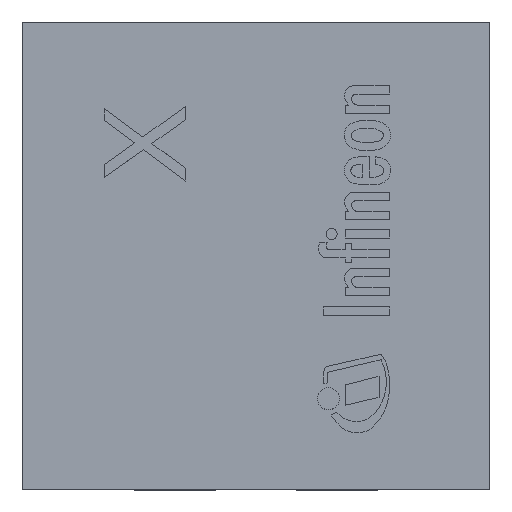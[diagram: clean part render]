
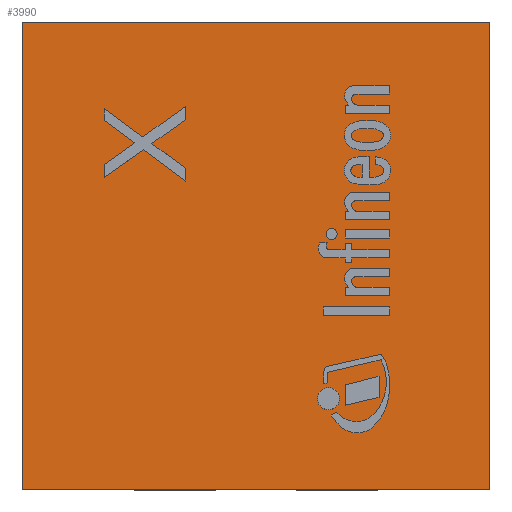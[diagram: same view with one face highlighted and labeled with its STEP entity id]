
A CAD part, top view. The second image highlights one B-rep face of the part: STEP entity #3990.
In plain terms, the highlighted planar face has unit normal (0, 0, 1).
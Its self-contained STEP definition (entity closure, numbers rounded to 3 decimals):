
#85=FACE_BOUND('',#409,.T.);
#168=FACE_OUTER_BOUND('',#408,.T.);
#408=EDGE_LOOP('',(#2722,#2723,#2724,#2725));
#409=EDGE_LOOP('',(#2726,#2727,#2728,#2729,#2730,#2731,#2732,#2733,#2734,
#2735,#2736,#2737));
#647=LINE('',#5470,#1168);
#651=LINE('',#5477,#1172);
#654=LINE('',#5483,#1175);
#657=LINE('',#5489,#1178);
#660=LINE('',#5495,#1181);
#663=LINE('',#5501,#1184);
#666=LINE('',#5507,#1187);
#669=LINE('',#5513,#1190);
#672=LINE('',#5519,#1193);
#675=LINE('',#5525,#1196);
#678=LINE('',#5531,#1199);
#680=LINE('',#5534,#1201);
#683=LINE('',#5543,#1204);
#686=LINE('',#5549,#1207);
#689=LINE('',#5555,#1210);
#692=LINE('',#5559,#1213);
#1168=VECTOR('',#4489,1.);
#1172=VECTOR('',#4495,1.);
#1175=VECTOR('',#4500,1.);
#1178=VECTOR('',#4505,1.);
#1181=VECTOR('',#4510,1.);
#1184=VECTOR('',#4515,1.);
#1187=VECTOR('',#4520,1.);
#1190=VECTOR('',#4525,1.);
#1193=VECTOR('',#4530,1.);
#1196=VECTOR('',#4535,1.);
#1199=VECTOR('',#4540,1.);
#1201=VECTOR('',#4544,1.);
#1204=VECTOR('',#4551,1.);
#1207=VECTOR('',#4556,1.);
#1210=VECTOR('',#4561,1.);
#1213=VECTOR('',#4566,1.);
#1685=VERTEX_POINT('',#5467);
#1686=VERTEX_POINT('',#5469);
#1688=VERTEX_POINT('',#5475);
#1690=VERTEX_POINT('',#5481);
#1692=VERTEX_POINT('',#5487);
#1694=VERTEX_POINT('',#5493);
#1696=VERTEX_POINT('',#5499);
#1698=VERTEX_POINT('',#5505);
#1700=VERTEX_POINT('',#5511);
#1702=VERTEX_POINT('',#5517);
#1704=VERTEX_POINT('',#5523);
#1706=VERTEX_POINT('',#5529);
#1709=VERTEX_POINT('',#5540);
#1710=VERTEX_POINT('',#5542);
#1712=VERTEX_POINT('',#5548);
#1714=VERTEX_POINT('',#5554);
#2067=EDGE_CURVE('',#1686,#1685,#647,.T.);
#2071=EDGE_CURVE('',#1685,#1688,#651,.T.);
#2074=EDGE_CURVE('',#1688,#1690,#654,.T.);
#2077=EDGE_CURVE('',#1690,#1692,#657,.T.);
#2080=EDGE_CURVE('',#1692,#1694,#660,.T.);
#2083=EDGE_CURVE('',#1694,#1696,#663,.T.);
#2086=EDGE_CURVE('',#1696,#1698,#666,.T.);
#2089=EDGE_CURVE('',#1698,#1700,#669,.T.);
#2092=EDGE_CURVE('',#1700,#1702,#672,.T.);
#2095=EDGE_CURVE('',#1702,#1704,#675,.T.);
#2098=EDGE_CURVE('',#1704,#1706,#678,.T.);
#2100=EDGE_CURVE('',#1706,#1686,#680,.T.);
#2103=EDGE_CURVE('',#1710,#1709,#683,.T.);
#2106=EDGE_CURVE('',#1712,#1710,#686,.T.);
#2109=EDGE_CURVE('',#1714,#1712,#689,.T.);
#2112=EDGE_CURVE('',#1709,#1714,#692,.T.);
#2722=ORIENTED_EDGE('',*,*,#2112,.T.);
#2723=ORIENTED_EDGE('',*,*,#2109,.T.);
#2724=ORIENTED_EDGE('',*,*,#2106,.T.);
#2725=ORIENTED_EDGE('',*,*,#2103,.T.);
#2726=ORIENTED_EDGE('',*,*,#2067,.T.);
#2727=ORIENTED_EDGE('',*,*,#2071,.T.);
#2728=ORIENTED_EDGE('',*,*,#2074,.T.);
#2729=ORIENTED_EDGE('',*,*,#2077,.T.);
#2730=ORIENTED_EDGE('',*,*,#2080,.T.);
#2731=ORIENTED_EDGE('',*,*,#2083,.T.);
#2732=ORIENTED_EDGE('',*,*,#2086,.T.);
#2733=ORIENTED_EDGE('',*,*,#2089,.T.);
#2734=ORIENTED_EDGE('',*,*,#2092,.T.);
#2735=ORIENTED_EDGE('',*,*,#2095,.T.);
#2736=ORIENTED_EDGE('',*,*,#2098,.T.);
#2737=ORIENTED_EDGE('',*,*,#2100,.T.);
#3772=PLANE('',#4256);
#3990=ADVANCED_FACE('',(#168,#85),#3772,.T.);
#4256=AXIS2_PLACEMENT_3D('',#5561,#4569,#4570);
#4489=DIRECTION('',(0.,1.,0.));
#4495=DIRECTION('',(0.814,0.581,0.));
#4500=DIRECTION('',(-0.802,0.598,0.));
#4505=DIRECTION('',(0.,1.,0.));
#4510=DIRECTION('',(0.807,-0.59,0.));
#4515=DIRECTION('',(0.814,0.581,0.));
#4520=DIRECTION('',(0.,-1.,0.));
#4525=DIRECTION('',(-0.816,-0.578,0.));
#4530=DIRECTION('',(0.807,-0.59,0.));
#4535=DIRECTION('',(0.,-1.,0.));
#4540=DIRECTION('',(-0.802,0.598,0.));
#4544=DIRECTION('',(-0.816,-0.578,0.));
#4551=DIRECTION('',(1.,0.,0.));
#4556=DIRECTION('',(0.,-1.,0.));
#4561=DIRECTION('',(-1.,0.,0.));
#4566=DIRECTION('',(0.,1.,0.));
#4569=DIRECTION('center_axis',(0.,0.,1.));
#4570=DIRECTION('ref_axis',(0.,-1.,0.));
#5467=CARTESIAN_POINT('',(-0.373,0.224,0.58));
#5469=CARTESIAN_POINT('',(-0.373,0.193,0.58));
#5470=CARTESIAN_POINT('',(-0.373,0.112,0.58));
#5475=CARTESIAN_POINT('',(-0.299,0.278,0.58));
#5477=CARTESIAN_POINT('',(-0.266,0.301,0.58));
#5481=CARTESIAN_POINT('',(-0.373,0.333,0.58));
#5483=CARTESIAN_POINT('',(-0.174,0.184,0.58));
#5487=CARTESIAN_POINT('',(-0.373,0.362,0.58));
#5489=CARTESIAN_POINT('',(-0.373,0.181,0.58));
#5493=CARTESIAN_POINT('',(-0.278,0.292,0.58));
#5495=CARTESIAN_POINT('',(-0.118,0.175,0.58));
#5499=CARTESIAN_POINT('',(-0.174,0.367,0.58));
#5501=CARTESIAN_POINT('',(-0.203,0.346,0.58));
#5505=CARTESIAN_POINT('',(-0.174,0.334,0.58));
#5507=CARTESIAN_POINT('',(-0.174,0.167,0.58));
#5511=CARTESIAN_POINT('',(-0.256,0.276,0.58));
#5513=CARTESIAN_POINT('',(-0.236,0.29,0.58));
#5517=CARTESIAN_POINT('',(-0.174,0.216,0.58));
#5519=CARTESIAN_POINT('',(-0.066,0.137,0.58));
#5523=CARTESIAN_POINT('',(-0.174,0.184,0.58));
#5525=CARTESIAN_POINT('',(-0.174,0.092,0.58));
#5529=CARTESIAN_POINT('',(-0.277,0.261,0.58));
#5531=CARTESIAN_POINT('',(-0.126,0.148,0.58));
#5534=CARTESIAN_POINT('',(-0.295,0.249,0.58));
#5540=CARTESIAN_POINT('',(0.575,-0.575,0.58));
#5542=CARTESIAN_POINT('',(-0.575,-0.575,0.58));
#5543=CARTESIAN_POINT('',(0.575,-0.575,0.58));
#5548=CARTESIAN_POINT('',(-0.575,0.575,0.58));
#5549=CARTESIAN_POINT('',(-0.575,-0.575,0.58));
#5554=CARTESIAN_POINT('',(0.575,0.575,0.58));
#5555=CARTESIAN_POINT('',(-0.575,0.575,0.58));
#5559=CARTESIAN_POINT('',(0.575,0.575,0.58));
#5561=CARTESIAN_POINT('Origin',(0.,0.,0.58));
